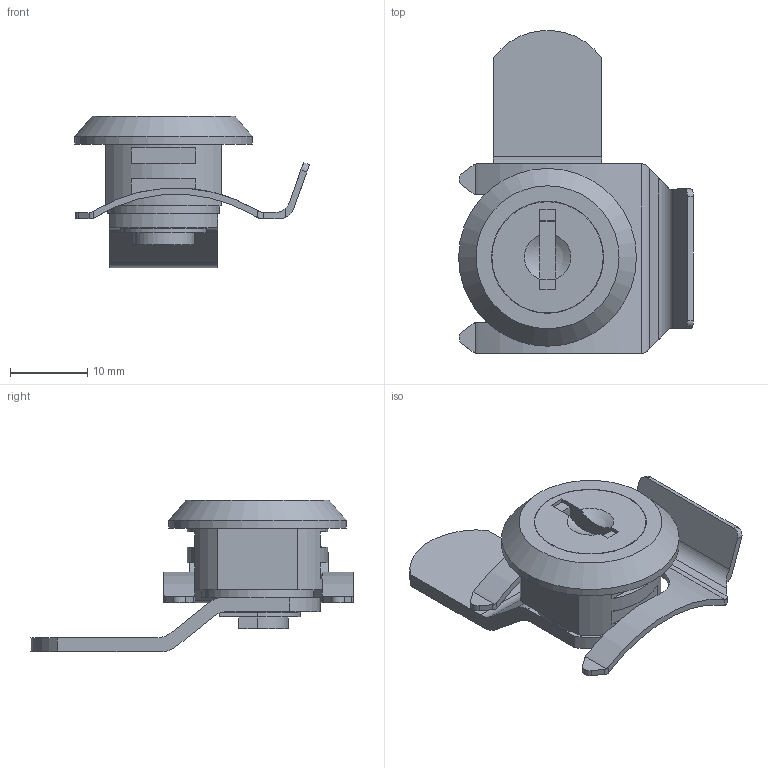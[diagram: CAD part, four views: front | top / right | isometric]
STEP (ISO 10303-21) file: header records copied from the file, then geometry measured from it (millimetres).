
FILE_DESCRIPTION(/* description */ (''),/* implementation_level */ '2;1');
FILE_NAME(/* name */ 'KC-5_조립품.stp',/* time_stamp */ '2023-10-17T14:02:22+09:00',/* author */ ('user'),/* organization */ (''),/* preprocessor_version */ 'ST-DEVELOPER v15.6',/* originating_system */ 'Autodesk Inventor 2015',/* authorisation */ '');
FILE_SCHEMA (('AUTOMOTIVE_DESIGN { 1 0 10303 214 3 1 1 }'));
Length unit declared in the file: millimetre
Products named in the file (5): KC-5_본체; KC-5_클립; DR_KC-5_날개; DR_KC-5_고정핀; KC-5_조립품
Bounding box: 30.36 x 41.74 x 19.6 mm (x, y, z)
Volume: 4659.2 mm3; surface area: 4152.6 mm2
Topology: 4 solids, 4 shells, 120 faces, 305 edges, 203 vertices
Faces by surface type: plane 83, cylinder 34, sphere 2, cone 1
Full cylindrical faces by diameter (mm): 14.4 x1, 14.5 x2, 23 x1
Entity records: 3791 total; most frequent: CARTESIAN_POINT 720, DIRECTION 629, ORIENTED_EDGE 600, EDGE_CURVE 300, AXIS2_PLACEMENT_3D 216, VERTEX_POINT 203, LINE 197, VECTOR 197
